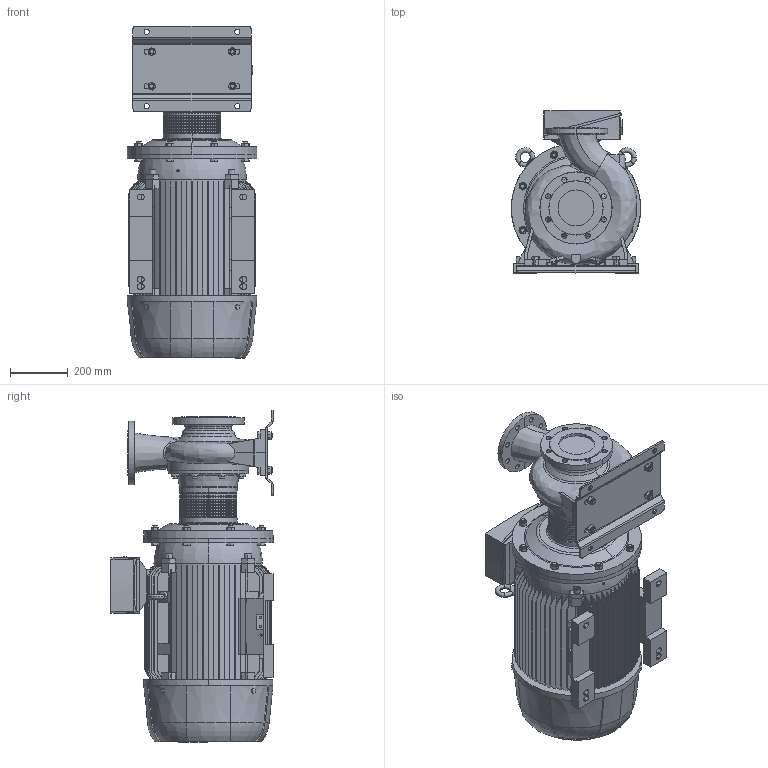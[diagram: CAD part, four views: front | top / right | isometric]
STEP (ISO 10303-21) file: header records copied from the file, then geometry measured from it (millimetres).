
FILE_DESCRIPTION (( 'STEP AP214' ), '1' );
FILE_NAME ('4_93_446_10_REV01.step', '2022-06-01T12:29:33', ( '' ), ( '' ), 'SwSTEP 2.0', 'SolidWorks 2020', '' );
FILE_SCHEMA (( 'AUTOMOTIVE_DESIGN' ));
Products named in the file (3): Copia di 160855^4_93_446_10_REV01; 4_93_446_10_REV01; Copia di 160868^4_93_446_10_REV01
Assembly tree (2 placements, depth 2):
  4_93_446_10_REV01
    Copia di 160855^4_93_446_10_REV01
    Copia di 160868^4_93_446_10_REV01
Bounding box: 450 x 563 x 1152.81 mm (x, y, z)
Volume: 123285943.7 mm3; surface area: 4560863 mm2
Topology: 2 solids, 498 shells, 2487 faces, 7395 edges, 5502 vertices
Faces by surface type: plane 1074, cylinder 882, cone 307, torus 166, bspline 58
Entity records: 129618 total; most frequent: CARTESIAN_POINT 66902, ORIENTED_EDGE 12800, DIRECTION 12159, EDGE_CURVE 7392, VERTEX_POINT 5502, AXIS2_PLACEMENT_3D 4148, LINE 3863, VECTOR 3863
